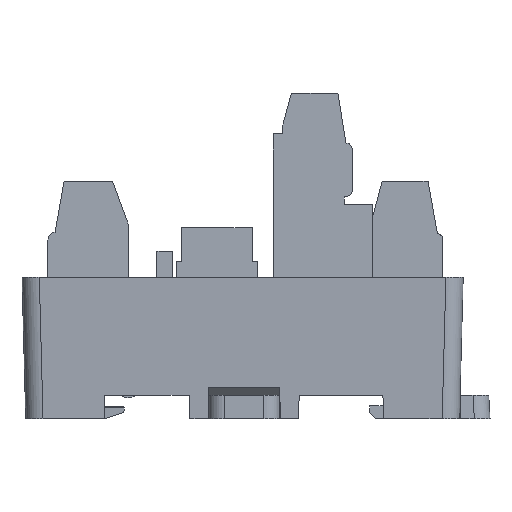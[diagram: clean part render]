
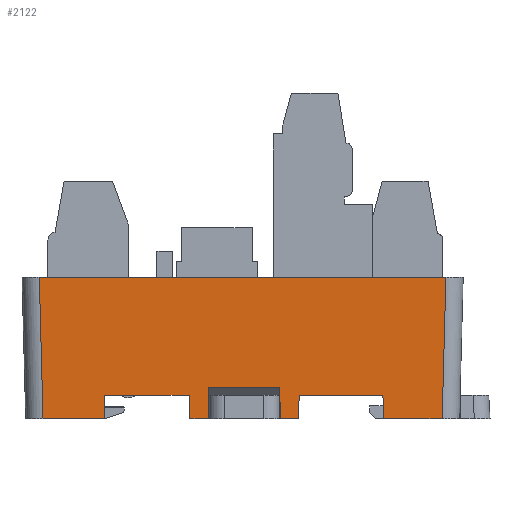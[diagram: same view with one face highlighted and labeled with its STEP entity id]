
A CAD part, left-side view. The second image highlights one B-rep face of the part: STEP entity #2122.
In plain terms, the highlighted planar face has unit normal (-1, 0, -0.026).
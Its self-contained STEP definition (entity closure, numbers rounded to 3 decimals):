
#1299=FACE_OUTER_BOUND('',#4071,.T.);
#2122=ADVANCED_FACE('',(#1299),#2958,.T.);
#2958=PLANE('',#16527);
#4071=EDGE_LOOP('',(#5553,#5554,#5555,#5556,#5557,#5558,#5559,#5560,#5561,
#5562,#5563,#5564,#5565,#5566,#5567,#5568));
#5553=ORIENTED_EDGE('',*,*,#11195,.T.);
#5554=ORIENTED_EDGE('',*,*,#11054,.T.);
#5555=ORIENTED_EDGE('',*,*,#11128,.T.);
#5556=ORIENTED_EDGE('',*,*,#11119,.T.);
#5557=ORIENTED_EDGE('',*,*,#11196,.T.);
#5558=ORIENTED_EDGE('',*,*,#11096,.T.);
#5559=ORIENTED_EDGE('',*,*,#11197,.T.);
#5560=ORIENTED_EDGE('',*,*,#11071,.T.);
#5561=ORIENTED_EDGE('',*,*,#11189,.F.);
#5562=ORIENTED_EDGE('',*,*,#11030,.T.);
#5563=ORIENTED_EDGE('',*,*,#11198,.F.);
#5564=ORIENTED_EDGE('',*,*,#11199,.F.);
#5565=ORIENTED_EDGE('',*,*,#11200,.T.);
#5566=ORIENTED_EDGE('',*,*,#11201,.F.);
#5567=ORIENTED_EDGE('',*,*,#11202,.T.);
#5568=ORIENTED_EDGE('',*,*,#11203,.F.);
#9603=VERTEX_POINT('',#21962);
#9604=VERTEX_POINT('',#21964);
#9627=VERTEX_POINT('',#22011);
#9628=VERTEX_POINT('',#22013);
#9641=VERTEX_POINT('',#22044);
#9642=VERTEX_POINT('',#22046);
#9661=VERTEX_POINT('',#22158);
#9664=VERTEX_POINT('',#22165);
#9681=VERTEX_POINT('',#22211);
#9682=VERTEX_POINT('',#22212);
#9723=VERTEX_POINT('',#22660);
#9724=VERTEX_POINT('',#22664);
#9725=VERTEX_POINT('',#22666);
#9726=VERTEX_POINT('',#22668);
#9727=VERTEX_POINT('',#22670);
#9728=VERTEX_POINT('',#22672);
#11030=EDGE_CURVE('',#9604,#9603,#13149,.T.);
#11054=EDGE_CURVE('',#9628,#9627,#13173,.T.);
#11071=EDGE_CURVE('',#9642,#9641,#13190,.T.);
#11096=EDGE_CURVE('',#9661,#9664,#13201,.T.);
#11119=EDGE_CURVE('',#9681,#9682,#13224,.T.);
#11128=EDGE_CURVE('',#9627,#9681,#13232,.T.);
#11189=EDGE_CURVE('',#9604,#9641,#13288,.T.);
#11195=EDGE_CURVE('',#9723,#9628,#13294,.T.);
#11196=EDGE_CURVE('',#9682,#9661,#13295,.T.);
#11197=EDGE_CURVE('',#9664,#9642,#13296,.T.);
#11198=EDGE_CURVE('',#9724,#9603,#13297,.T.);
#11199=EDGE_CURVE('',#9725,#9724,#13298,.T.);
#11200=EDGE_CURVE('',#9725,#9726,#13299,.T.);
#11201=EDGE_CURVE('',#9727,#9726,#13300,.T.);
#11202=EDGE_CURVE('',#9727,#9728,#13301,.T.);
#11203=EDGE_CURVE('',#9723,#9728,#13302,.T.);
#13149=LINE('',#21963,#14880);
#13173=LINE('',#22012,#14904);
#13190=LINE('',#22045,#14921);
#13201=LINE('',#22166,#14932);
#13224=LINE('',#22210,#14955);
#13232=LINE('',#22226,#14963);
#13288=LINE('',#22649,#15019);
#13294=LINE('',#22659,#15025);
#13295=LINE('',#22661,#15026);
#13296=LINE('',#22662,#15027);
#13297=LINE('',#22663,#15028);
#13298=LINE('',#22665,#15029);
#13299=LINE('',#22667,#15030);
#13300=LINE('',#22669,#15031);
#13301=LINE('',#22671,#15032);
#13302=LINE('',#22673,#15033);
#14880=VECTOR('',#17717,1.);
#14904=VECTOR('',#17743,1.);
#14921=VECTOR('',#17764,1.);
#14932=VECTOR('',#17789,1.);
#14955=VECTOR('',#17822,1.);
#14963=VECTOR('',#17834,1.);
#15019=VECTOR('',#17928,1.);
#15025=VECTOR('',#17942,1.);
#15026=VECTOR('',#17943,1.);
#15027=VECTOR('',#17944,1.);
#15028=VECTOR('',#17945,1.);
#15029=VECTOR('',#17946,1.);
#15030=VECTOR('',#17947,1.);
#15031=VECTOR('',#17948,1.);
#15032=VECTOR('',#17949,1.);
#15033=VECTOR('',#17950,1.);
#16527=AXIS2_PLACEMENT_3D('',#22674,#17951,#17952);
#17717=DIRECTION('',(0.,-1.,0.));
#17743=DIRECTION('',(0.,-1.,0.));
#17764=DIRECTION('',(0.,-1.,0.));
#17789=DIRECTION('',(0.,1.,0.));
#17822=DIRECTION('',(0.,-1.,0.));
#17834=DIRECTION('',(0.026,-0.017,-1.));
#17928=DIRECTION('',(0.026,0.017,-1.));
#17942=DIRECTION('',(-0.026,-0.035,0.999));
#17943=DIRECTION('',(-0.026,-0.026,0.999));
#17944=DIRECTION('',(0.026,-0.026,-0.999));
#17945=DIRECTION('',(-0.026,0.035,0.999));
#17946=DIRECTION('',(0.,1.,0.));
#17947=DIRECTION('',(-0.026,-0.009,1.));
#17948=DIRECTION('',(0.,1.,0.));
#17949=DIRECTION('',(0.026,-0.009,-1.));
#17950=DIRECTION('',(0.,1.,0.));
#17951=DIRECTION('',(-1.,0.,-0.026));
#17952=DIRECTION('',(0.026,0.,-1.));
#21962=CARTESIAN_POINT('',(-17.057,34.85,-15.));
#21963=CARTESIAN_POINT('',(-17.057,27.85,-15.));
#21964=CARTESIAN_POINT('',(-17.057,45.6,-15.));
#22011=CARTESIAN_POINT('',(-17.057,10.2,-15.));
#22012=CARTESIAN_POINT('',(-17.057,27.85,-15.));
#22013=CARTESIAN_POINT('',(-17.057,20.85,-15.));
#22044=CARTESIAN_POINT('',(-16.979,45.652,-18.));
#22045=CARTESIAN_POINT('',(-16.979,28.35,-18.));
#22046=CARTESIAN_POINT('',(-16.979,53.429,-18.));
#22158=CARTESIAN_POINT('',(-17.45,2.199,0.));
#22165=CARTESIAN_POINT('',(-17.45,53.901,0.));
#22166=CARTESIAN_POINT('',(-17.45,28.35,0.));
#22210=CARTESIAN_POINT('',(-16.979,27.85,-18.));
#22211=CARTESIAN_POINT('',(-16.979,10.148,-18.));
#22212=CARTESIAN_POINT('',(-16.979,2.671,-18.));
#22226=CARTESIAN_POINT('',(-17.458,10.467,0.309));
#22649=CARTESIAN_POINT('',(-17.026,45.621,-16.204));
#22659=CARTESIAN_POINT('',(-17.443,20.336,-0.282));
#22660=CARTESIAN_POINT('',(-16.979,20.955,-18.));
#22661=CARTESIAN_POINT('',(-17.433,2.217,-0.66));
#22662=CARTESIAN_POINT('',(-17.433,53.884,-0.66));
#22663=CARTESIAN_POINT('',(-17.026,34.808,-16.202));
#22664=CARTESIAN_POINT('',(-16.979,34.745,-18.));
#22665=CARTESIAN_POINT('',(-16.979,27.85,-18.));
#22666=CARTESIAN_POINT('',(-16.979,32.426,-18.));
#22667=CARTESIAN_POINT('',(-17.026,32.411,-16.204));
#22668=CARTESIAN_POINT('',(-17.083,32.391,-14.));
#22669=CARTESIAN_POINT('',(-17.083,28.35,-14.));
#22670=CARTESIAN_POINT('',(-17.083,23.309,-14.));
#22671=CARTESIAN_POINT('',(-17.026,23.29,-16.204));
#22672=CARTESIAN_POINT('',(-16.979,23.274,-18.));
#22673=CARTESIAN_POINT('',(-16.979,27.85,-18.));
#22674=CARTESIAN_POINT('',(-17.45,28.35,-0.003));
